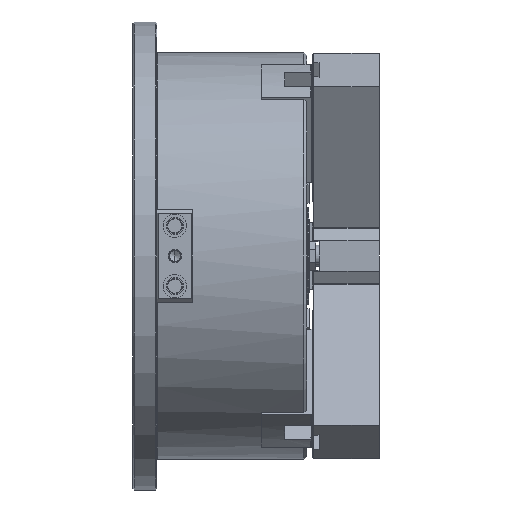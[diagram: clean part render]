
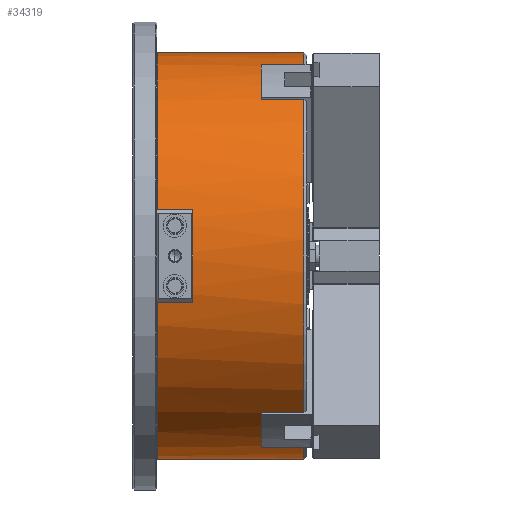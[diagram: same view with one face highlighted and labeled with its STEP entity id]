
A CAD part, front view. The second image highlights one B-rep face of the part: STEP entity #34319.
In plain terms, the highlighted cylindrical face has radius 152 mm (diameter 304 mm), a partial arc.
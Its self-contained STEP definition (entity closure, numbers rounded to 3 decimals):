
#728 = CARTESIAN_POINT ( 'NONE',  ( 0.3, 0., 0. ) ) ;
#1163 = DIRECTION ( 'NONE',  ( 0., 0., -1. ) ) ;
#1601 = CARTESIAN_POINT ( 'NONE',  ( 121.711, 0., -152. ) ) ;
#4190 = CARTESIAN_POINT ( 'NONE',  ( 110., 0., -152. ) ) ;
#4260 = CARTESIAN_POINT ( 'NONE',  ( 110., 0., 0. ) ) ;
#5044 = EDGE_CURVE ( 'NONE', #15402, #13929, #22623, .T. ) ;
#5454 = CARTESIAN_POINT ( 'NONE',  ( 121.711, -96.616, 117.343 ) ) ;
#6169 = DIRECTION ( 'NONE',  ( 1., 0., 0. ) ) ;
#6754 = CARTESIAN_POINT ( 'NONE',  ( 121.711, 0., 152. ) ) ;
#7262 = CARTESIAN_POINT ( 'NONE',  ( 110., 0., 0. ) ) ;
#7946 = VERTEX_POINT ( 'NONE', #31506 ) ;
#8043 = EDGE_CURVE ( 'NONE', #45354, #9068, #39625, .T. ) ;
#8064 = CARTESIAN_POINT ( 'NONE',  ( 110., 0., 152. ) ) ;
#9068 = VERTEX_POINT ( 'NONE', #8064 ) ;
#9785 = FACE_OUTER_BOUND ( 'NONE', #17349, .T. ) ;
#10000 = CIRCLE ( 'NONE', #36826, 152. ) ;
#10238 = AXIS2_PLACEMENT_3D ( 'NONE', #32532, #47153, #14299 ) ;
#10416 = LINE ( 'NONE', #25052, #15841 ) ;
#10534 = VECTOR ( 'NONE', #21388, 1000. ) ;
#10643 = AXIS2_PLACEMENT_3D ( 'NONE', #39046, #6169, #20811 ) ;
#11153 = DIRECTION ( 'NONE',  ( 1., 0., 0. ) ) ;
#11550 = DIRECTION ( 'NONE',  ( -1., 0., 0. ) ) ;
#11957 = CARTESIAN_POINT ( 'NONE',  ( 78., -96.616, -117.343 ) ) ;
#13929 = VERTEX_POINT ( 'NONE', #11957 ) ;
#14299 = DIRECTION ( 'NONE',  ( 0., 0., -1. ) ) ;
#14470 = ORIENTED_EDGE ( 'NONE', *, *, #5044, .T. ) ;
#15320 = CIRCLE ( 'NONE', #42150, 152. ) ;
#15367 = DIRECTION ( 'NONE',  ( 1., 0., 0. ) ) ;
#15402 = VERTEX_POINT ( 'NONE', #46921 ) ;
#15841 = VECTOR ( 'NONE', #39667, 1000. ) ;
#16243 = DIRECTION ( 'NONE',  ( 1., 0., 0. ) ) ;
#17099 = AXIS2_PLACEMENT_3D ( 'NONE', #17905, #32541, #47166 ) ;
#17227 = EDGE_CURVE ( 'NONE', #38089, #9068, #15320, .T. ) ;
#17349 = EDGE_LOOP ( 'NONE', ( #38448, #23977, #39511, #27464, #42908, #14470, #32550, #34634, #24234, #38703, #19469, #25432 ) ) ;
#17905 = CARTESIAN_POINT ( 'NONE',  ( 78., 0., 0. ) ) ;
#18906 = DIRECTION ( 'NONE',  ( -1., 0., 0. ) ) ;
#19405 = CARTESIAN_POINT ( 'NONE',  ( 78., 0., 0. ) ) ;
#19469 = ORIENTED_EDGE ( 'NONE', *, *, #31963, .T. ) ;
#19759 = EDGE_CURVE ( 'NONE', #45354, #45251, #10000, .T. ) ;
#20078 = DIRECTION ( 'NONE',  ( -1., 0., 0. ) ) ;
#20453 = VECTOR ( 'NONE', #20078, 1000. ) ;
#20811 = DIRECTION ( 'NONE',  ( 0., 0., -1. ) ) ;
#21388 = DIRECTION ( 'NONE',  ( 1., 0., 0. ) ) ;
#21911 = DIRECTION ( 'NONE',  ( -1., 0., 0. ) ) ;
#22580 = EDGE_CURVE ( 'NONE', #41904, #33810, #37780, .T. ) ;
#22623 = CIRCLE ( 'NONE', #43304, 152. ) ;
#22663 = AXIS2_PLACEMENT_3D ( 'NONE', #7262, #21911, #36551 ) ;
#23164 = CARTESIAN_POINT ( 'NONE',  ( 110., -96.616, 117.343 ) ) ;
#23977 = ORIENTED_EDGE ( 'NONE', *, *, #19759, .T. ) ;
#24234 = ORIENTED_EDGE ( 'NONE', *, *, #30221, .T. ) ;
#24430 = CYLINDRICAL_SURFACE ( 'NONE', #10643, 152. ) ;
#24449 = CARTESIAN_POINT ( 'NONE',  ( 110., -53.314, 142.343 ) ) ;
#24698 = EDGE_CURVE ( 'NONE', #29625, #15402, #29785, .T. ) ;
#25052 = CARTESIAN_POINT ( 'NONE',  ( 121.711, -53.314, 142.343 ) ) ;
#25432 = ORIENTED_EDGE ( 'NONE', *, *, #17227, .T. ) ;
#25444 = CARTESIAN_POINT ( 'NONE',  ( 110., -53.314, -142.343 ) ) ;
#25558 = VERTEX_POINT ( 'NONE', #23164 ) ;
#26027 = CARTESIAN_POINT ( 'NONE',  ( 0.3, 0., -152. ) ) ;
#27464 = ORIENTED_EDGE ( 'NONE', *, *, #42308, .T. ) ;
#29374 = LINE ( 'NONE', #44003, #43605 ) ;
#29625 = VERTEX_POINT ( 'NONE', #25444 ) ;
#29785 = LINE ( 'NONE', #44408, #34616 ) ;
#29999 = DIRECTION ( 'NONE',  ( 0., 0., 1. ) ) ;
#30221 = EDGE_CURVE ( 'NONE', #25558, #41904, #38317, .T. ) ;
#30826 = EDGE_CURVE ( 'NONE', #7946, #25558, #43332, .T. ) ;
#30938 = CIRCLE ( 'NONE', #10238, 152. ) ;
#31362 = EDGE_CURVE ( 'NONE', #45251, #37486, #34488, .T. ) ;
#31506 = CARTESIAN_POINT ( 'NONE',  ( 110., -96.616, -117.343 ) ) ;
#31963 = EDGE_CURVE ( 'NONE', #33810, #38089, #10416, .T. ) ;
#32532 = CARTESIAN_POINT ( 'NONE',  ( 110., 0., 0. ) ) ;
#32541 = DIRECTION ( 'NONE',  ( -1., 0., 0. ) ) ;
#32550 = ORIENTED_EDGE ( 'NONE', *, *, #34963, .T. ) ;
#33534 = DIRECTION ( 'NONE',  ( 0., 0., -1. ) ) ;
#33810 = VERTEX_POINT ( 'NONE', #42003 ) ;
#34040 = DIRECTION ( 'NONE',  ( -1., 0., 0. ) ) ;
#34319 = ADVANCED_FACE ( 'NONE', ( #9785 ), #24430, .T. ) ;
#34398 = CARTESIAN_POINT ( 'NONE',  ( 0.3, 0., 152. ) ) ;
#34488 = LINE ( 'NONE', #1601, #47201 ) ;
#34616 = VECTOR ( 'NONE', #11550, 1000. ) ;
#34634 = ORIENTED_EDGE ( 'NONE', *, *, #30826, .T. ) ;
#34963 = EDGE_CURVE ( 'NONE', #13929, #7946, #29374, .T. ) ;
#36551 = DIRECTION ( 'NONE',  ( 0., 0., -1. ) ) ;
#36826 = AXIS2_PLACEMENT_3D ( 'NONE', #728, #15367, #29999 ) ;
#37486 = VERTEX_POINT ( 'NONE', #4190 ) ;
#37780 = CIRCLE ( 'NONE', #17099, 152. ) ;
#38089 = VERTEX_POINT ( 'NONE', #24449 ) ;
#38317 = LINE ( 'NONE', #5454, #20453 ) ;
#38448 = ORIENTED_EDGE ( 'NONE', *, *, #8043, .F. ) ;
#38703 = ORIENTED_EDGE ( 'NONE', *, *, #22580, .T. ) ;
#39046 = CARTESIAN_POINT ( 'NONE',  ( 121.711, 0., 0. ) ) ;
#39511 = ORIENTED_EDGE ( 'NONE', *, *, #31362, .T. ) ;
#39625 = LINE ( 'NONE', #6754, #10534 ) ;
#39667 = DIRECTION ( 'NONE',  ( 1., 0., 0. ) ) ;
#41904 = VERTEX_POINT ( 'NONE', #46565 ) ;
#42003 = CARTESIAN_POINT ( 'NONE',  ( 78., -53.314, 142.343 ) ) ;
#42150 = AXIS2_PLACEMENT_3D ( 'NONE', #4260, #18906, #33534 ) ;
#42308 = EDGE_CURVE ( 'NONE', #37486, #29625, #30938, .T. ) ;
#42908 = ORIENTED_EDGE ( 'NONE', *, *, #24698, .T. ) ;
#43304 = AXIS2_PLACEMENT_3D ( 'NONE', #19405, #34040, #1163 ) ;
#43332 = CIRCLE ( 'NONE', #22663, 152. ) ;
#43605 = VECTOR ( 'NONE', #11153, 1000. ) ;
#44003 = CARTESIAN_POINT ( 'NONE',  ( 121.711, -96.616, -117.343 ) ) ;
#44408 = CARTESIAN_POINT ( 'NONE',  ( 121.711, -53.314, -142.343 ) ) ;
#45251 = VERTEX_POINT ( 'NONE', #26027 ) ;
#45354 = VERTEX_POINT ( 'NONE', #34398 ) ;
#46565 = CARTESIAN_POINT ( 'NONE',  ( 78., -96.616, 117.343 ) ) ;
#46921 = CARTESIAN_POINT ( 'NONE',  ( 78., -53.314, -142.343 ) ) ;
#47153 = DIRECTION ( 'NONE',  ( -1., 0., 0. ) ) ;
#47166 = DIRECTION ( 'NONE',  ( 0., 0., -1. ) ) ;
#47201 = VECTOR ( 'NONE', #16243, 1000. ) ;
